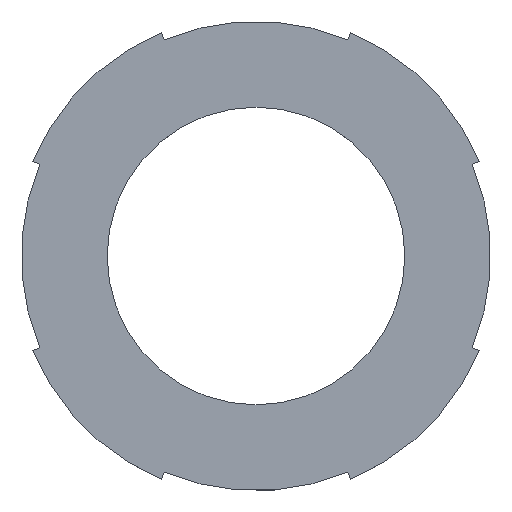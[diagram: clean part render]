
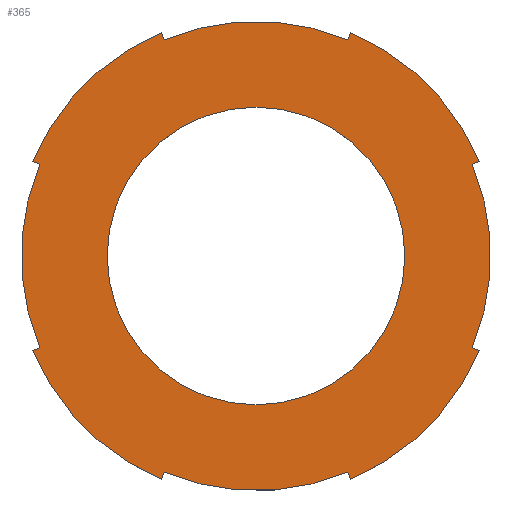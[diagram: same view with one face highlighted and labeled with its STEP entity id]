
A CAD part, top view. The second image highlights one B-rep face of the part: STEP entity #365.
In plain terms, the highlighted planar face has unit normal (0, 0, 1).
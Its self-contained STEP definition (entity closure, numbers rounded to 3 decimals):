
#16=FACE_BOUND('',#66,.T.);
#26=PLANE('',#416);
#45=FACE_OUTER_BOUND('',#65,.T.);
#65=EDGE_LOOP('',(#321,#322,#323,#324,#325,#326,#327,#328,#329,#330,#331,
#332,#333,#334,#335,#336));
#66=EDGE_LOOP('',(#337));
#70=LINE('',#540,#103);
#74=LINE('',#547,#107);
#78=LINE('',#561,#111);
#82=LINE('',#568,#115);
#86=LINE('',#582,#119);
#90=LINE('',#589,#123);
#93=LINE('',#597,#126);
#97=LINE('',#606,#130);
#103=VECTOR('',#430,10.);
#107=VECTOR('',#436,10.);
#111=VECTOR('',#448,10.);
#115=VECTOR('',#454,10.);
#119=VECTOR('',#466,10.);
#123=VECTOR('',#472,10.);
#126=VECTOR('',#477,10.);
#130=VECTOR('',#483,10.);
#134=CIRCLE('',#382,102.5);
#136=CIRCLE('',#387,102.5);
#138=CIRCLE('',#392,102.5);
#140=CIRCLE('',#399,102.5);
#146=CIRCLE('',#407,106.);
#147=CIRCLE('',#409,106.);
#148=CIRCLE('',#411,106.);
#149=CIRCLE('',#413,65.);
#150=CIRCLE('',#415,106.);
#153=VERTEX_POINT('',#531);
#154=VERTEX_POINT('',#533);
#156=VERTEX_POINT('',#539);
#158=VERTEX_POINT('',#545);
#161=VERTEX_POINT('',#552);
#162=VERTEX_POINT('',#554);
#164=VERTEX_POINT('',#560);
#166=VERTEX_POINT('',#566);
#169=VERTEX_POINT('',#573);
#170=VERTEX_POINT('',#575);
#172=VERTEX_POINT('',#581);
#174=VERTEX_POINT('',#587);
#177=VERTEX_POINT('',#594);
#178=VERTEX_POINT('',#596);
#181=VERTEX_POINT('',#603);
#182=VERTEX_POINT('',#605);
#184=VERTEX_POINT('',#625);
#187=EDGE_CURVE('',#154,#153,#134,.T.);
#190=EDGE_CURVE('',#156,#154,#70,.T.);
#194=EDGE_CURVE('',#153,#158,#74,.T.);
#197=EDGE_CURVE('',#162,#161,#136,.T.);
#200=EDGE_CURVE('',#164,#162,#78,.T.);
#204=EDGE_CURVE('',#161,#166,#82,.T.);
#207=EDGE_CURVE('',#170,#169,#138,.T.);
#210=EDGE_CURVE('',#172,#170,#86,.T.);
#214=EDGE_CURVE('',#169,#174,#90,.T.);
#217=EDGE_CURVE('',#178,#177,#93,.T.);
#221=EDGE_CURVE('',#182,#181,#97,.T.);
#224=EDGE_CURVE('',#177,#182,#140,.T.);
#230=EDGE_CURVE('',#174,#164,#146,.T.);
#231=EDGE_CURVE('',#166,#178,#147,.T.);
#232=EDGE_CURVE('',#181,#156,#148,.T.);
#234=EDGE_CURVE('',#184,#184,#149,.T.);
#235=EDGE_CURVE('',#158,#172,#150,.T.);
#321=ORIENTED_EDGE('',*,*,#194,.T.);
#322=ORIENTED_EDGE('',*,*,#235,.T.);
#323=ORIENTED_EDGE('',*,*,#210,.T.);
#324=ORIENTED_EDGE('',*,*,#207,.T.);
#325=ORIENTED_EDGE('',*,*,#214,.T.);
#326=ORIENTED_EDGE('',*,*,#230,.T.);
#327=ORIENTED_EDGE('',*,*,#200,.T.);
#328=ORIENTED_EDGE('',*,*,#197,.T.);
#329=ORIENTED_EDGE('',*,*,#204,.T.);
#330=ORIENTED_EDGE('',*,*,#231,.T.);
#331=ORIENTED_EDGE('',*,*,#217,.T.);
#332=ORIENTED_EDGE('',*,*,#224,.T.);
#333=ORIENTED_EDGE('',*,*,#221,.T.);
#334=ORIENTED_EDGE('',*,*,#232,.T.);
#335=ORIENTED_EDGE('',*,*,#190,.T.);
#336=ORIENTED_EDGE('',*,*,#187,.T.);
#337=ORIENTED_EDGE('',*,*,#234,.T.);
#365=ADVANCED_FACE('',(#45,#16),#26,.T.);
#382=AXIS2_PLACEMENT_3D('',#534,#424,#425);
#387=AXIS2_PLACEMENT_3D('',#555,#442,#443);
#392=AXIS2_PLACEMENT_3D('',#576,#460,#461);
#399=AXIS2_PLACEMENT_3D('',#610,#489,#490);
#407=AXIS2_PLACEMENT_3D('',#619,#505,#506);
#409=AXIS2_PLACEMENT_3D('',#621,#509,#510);
#411=AXIS2_PLACEMENT_3D('',#623,#513,#514);
#413=AXIS2_PLACEMENT_3D('',#627,#518,#519);
#415=AXIS2_PLACEMENT_3D('',#629,#522,#523);
#416=AXIS2_PLACEMENT_3D('',#630,#524,#525);
#424=DIRECTION('center_axis',(0.,0.,1.));
#425=DIRECTION('ref_axis',(-1.,0.,0.));
#430=DIRECTION('',(-0.391,-0.921,0.));
#436=DIRECTION('',(-0.391,0.921,0.));
#442=DIRECTION('center_axis',(0.,0.,1.));
#443=DIRECTION('ref_axis',(-1.,0.,0.));
#448=DIRECTION('',(0.391,0.921,0.));
#454=DIRECTION('',(0.391,-0.921,0.));
#460=DIRECTION('center_axis',(0.,0.,1.));
#461=DIRECTION('ref_axis',(-1.,0.,0.));
#466=DIRECTION('',(0.921,-0.391,0.));
#472=DIRECTION('',(-0.921,-0.391,0.));
#477=DIRECTION('',(-0.921,0.391,0.));
#483=DIRECTION('',(0.921,0.391,0.));
#489=DIRECTION('center_axis',(0.,0.,1.));
#490=DIRECTION('ref_axis',(-1.,0.,0.));
#505=DIRECTION('center_axis',(0.,0.,1.));
#506=DIRECTION('ref_axis',(1.,0.,0.));
#509=DIRECTION('center_axis',(0.,0.,1.));
#510=DIRECTION('ref_axis',(1.,0.,0.));
#513=DIRECTION('center_axis',(0.,0.,1.));
#514=DIRECTION('ref_axis',(1.,0.,0.));
#518=DIRECTION('center_axis',(0.,0.,-1.));
#519=DIRECTION('ref_axis',(-1.,0.,0.));
#522=DIRECTION('center_axis',(0.,0.,1.));
#523=DIRECTION('ref_axis',(1.,0.,0.));
#524=DIRECTION('center_axis',(0.,0.,1.));
#525=DIRECTION('ref_axis',(1.,0.,0.));
#531=CARTESIAN_POINT('',(-40.05,94.352,2.));
#533=CARTESIAN_POINT('',(40.05,94.352,2.));
#534=CARTESIAN_POINT('Origin',(0.,0.,2.));
#539=CARTESIAN_POINT('',(41.417,97.574,2.));
#540=CARTESIAN_POINT('',(20.709,48.787,2.));
#545=CARTESIAN_POINT('',(-41.417,97.574,2.));
#547=CARTESIAN_POINT('',(-20.025,47.176,2.));
#552=CARTESIAN_POINT('',(40.05,-94.352,2.));
#554=CARTESIAN_POINT('',(-40.05,-94.352,2.));
#555=CARTESIAN_POINT('Origin',(0.,0.,2.));
#560=CARTESIAN_POINT('',(-41.417,-97.574,2.));
#561=CARTESIAN_POINT('',(-20.709,-48.787,2.));
#566=CARTESIAN_POINT('',(41.417,-97.574,2.));
#568=CARTESIAN_POINT('',(20.025,-47.176,2.));
#573=CARTESIAN_POINT('',(-94.352,-40.05,2.));
#575=CARTESIAN_POINT('',(-94.352,40.05,2.));
#576=CARTESIAN_POINT('Origin',(0.,0.,2.));
#581=CARTESIAN_POINT('',(-97.574,41.417,2.));
#582=CARTESIAN_POINT('',(-48.787,20.709,2.));
#587=CARTESIAN_POINT('',(-97.574,-41.417,2.));
#589=CARTESIAN_POINT('',(-47.176,-20.025,2.));
#594=CARTESIAN_POINT('',(94.352,-40.05,2.));
#596=CARTESIAN_POINT('',(97.574,-41.417,2.));
#597=CARTESIAN_POINT('',(48.787,-20.709,2.));
#603=CARTESIAN_POINT('',(97.574,41.417,2.));
#605=CARTESIAN_POINT('',(94.352,40.05,2.));
#606=CARTESIAN_POINT('',(47.176,20.025,2.));
#610=CARTESIAN_POINT('Origin',(0.,0.,2.));
#619=CARTESIAN_POINT('Origin',(0.,0.,2.));
#621=CARTESIAN_POINT('Origin',(0.,0.,2.));
#623=CARTESIAN_POINT('Origin',(0.,0.,2.));
#625=CARTESIAN_POINT('',(65.,0.,2.));
#627=CARTESIAN_POINT('Origin',(0.,0.,2.));
#629=CARTESIAN_POINT('Origin',(0.,0.,2.));
#630=CARTESIAN_POINT('Origin',(0.,0.,2.));
